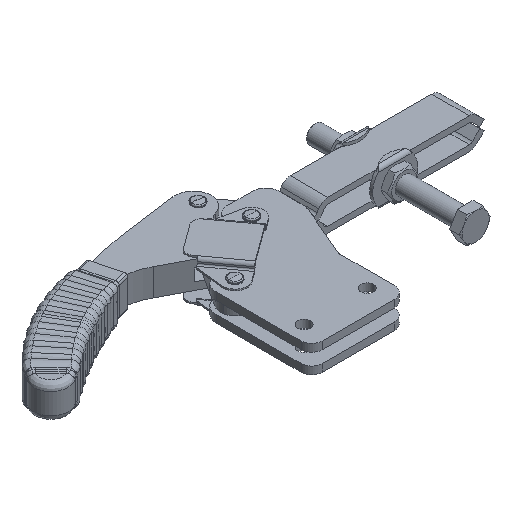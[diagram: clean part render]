
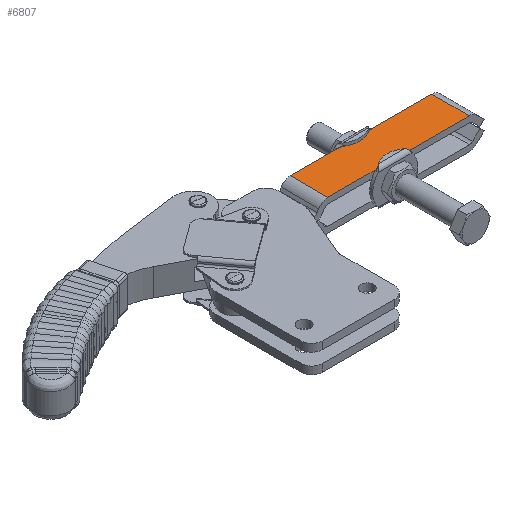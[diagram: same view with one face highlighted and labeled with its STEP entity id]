
A CAD part, isometric view. The second image highlights one B-rep face of the part: STEP entity #6807.
In plain terms, the highlighted planar face has unit normal (0, 0, 1).
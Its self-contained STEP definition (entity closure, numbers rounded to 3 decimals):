
#6707=CARTESIAN_POINT('',(129.148,69.893,19.35));
#6708=VERTEX_POINT('',#6707);
#6717=CARTESIAN_POINT('',(129.455,94.891,19.35));
#6718=VERTEX_POINT('',#6717);
#6726=CARTESIAN_POINT('',(129.148,69.893,19.35));
#6727=DIRECTION('',(0.012,1.,0.0));
#6728=VECTOR('',#6727,25.);
#6729=LINE('',#6726,#6728);
#6730=EDGE_CURVE('',#6708,#6718,#6729,.T.);
#6777=CARTESIAN_POINT('',(55.373,87.704,19.35));
#6778=DIRECTION('',(0.0,0.0,1.0));
#6779=DIRECTION('',(1.,-0.012,0.0));
#6780=AXIS2_PLACEMENT_3D('',#6777,#6778,#6779);
#6781=PLANE('',#6780);
#6782=ORIENTED_EDGE('',*,*,#6730,.T.);
#6783=CARTESIAN_POINT('',(35.461,96.044,19.35));
#6784=VERTEX_POINT('',#6783);
#6785=CARTESIAN_POINT('',(35.461,96.044,19.35));
#6786=DIRECTION('',(1.,-0.012,0.));
#6787=VECTOR('',#6786,94.001);
#6788=LINE('',#6785,#6787);
#6789=EDGE_CURVE('',#6784,#6718,#6788,.T.);
#6790=ORIENTED_EDGE('',*,*,#6789,.F.);
#6791=CARTESIAN_POINT('',(35.155,71.046,19.35));
#6792=VERTEX_POINT('',#6791);
#6793=CARTESIAN_POINT('',(35.461,96.044,19.35));
#6794=DIRECTION('',(-0.012,-1.,0.0));
#6795=VECTOR('',#6794,25.);
#6796=LINE('',#6793,#6795);
#6797=EDGE_CURVE('',#6784,#6792,#6796,.T.);
#6798=ORIENTED_EDGE('',*,*,#6797,.T.);
#6799=CARTESIAN_POINT('',(129.148,69.893,19.35));
#6800=DIRECTION('',(-1.,0.012,0.));
#6801=VECTOR('',#6800,94.001);
#6802=LINE('',#6799,#6801);
#6803=EDGE_CURVE('',#6708,#6792,#6802,.T.);
#6804=ORIENTED_EDGE('',*,*,#6803,.F.);
#6805=EDGE_LOOP('',(#6782,#6790,#6798,#6804));
#6806=FACE_OUTER_BOUND('',#6805,.T.);
#6807=ADVANCED_FACE('',(#6806),#6781,.T.);
